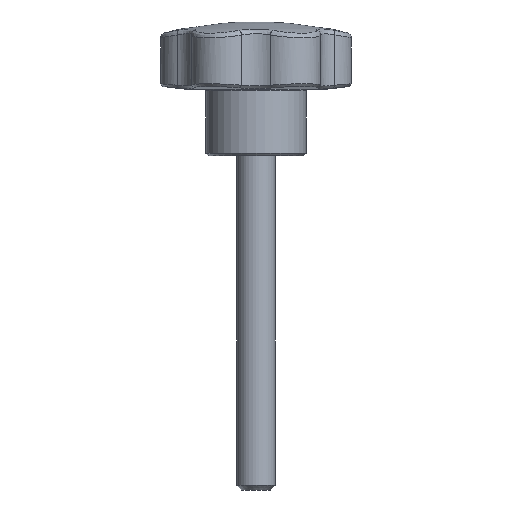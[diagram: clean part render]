
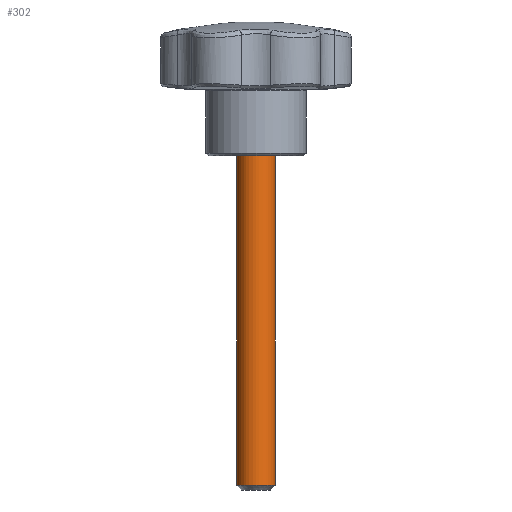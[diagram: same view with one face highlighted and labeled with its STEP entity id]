
A CAD part, front view. The second image highlights one B-rep face of the part: STEP entity #302.
In plain terms, the highlighted cylindrical face has radius 4 mm (diameter 8 mm), a full revolution.
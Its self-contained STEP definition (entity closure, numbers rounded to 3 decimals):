
#302 = ADVANCED_FACE( '', ( #624, #625 ), #626, .T. );
#624 = FACE_OUTER_BOUND( '', #2969, .T. );
#625 = FACE_OUTER_BOUND( '', #2970, .T. );
#626 = CYLINDRICAL_SURFACE( '', #2971, 4. );
#2969 = EDGE_LOOP( '', ( #4285 ) );
#2970 = EDGE_LOOP( '', ( #4286 ) );
#2971 = AXIS2_PLACEMENT_3D( '', #4287, #4288, #4289 );
#4285 = ORIENTED_EDGE( '', *, *, #4664, .T. );
#4286 = ORIENTED_EDGE( '', *, *, #4656, .F. );
#4287 = CARTESIAN_POINT( '', ( 0., 0., 9.637 ) );
#4288 = DIRECTION( '', ( 0., 0., 1. ) );
#4289 = DIRECTION( '', ( -1., 0., 0. ) );
#4656 = EDGE_CURVE( '', #5111, #5111, #5112, .T. );
#4664 = EDGE_CURVE( '', #5122, #5122, #5123, .T. );
#5111 = VERTEX_POINT( '', #7107 );
#5112 = CIRCLE( '', #7108, 4. );
#5122 = VERTEX_POINT( '', #7165 );
#5123 = CIRCLE( '', #7166, 4. );
#7107 = CARTESIAN_POINT( '', ( 4., 0., -0.363 ) );
#7108 = AXIS2_PLACEMENT_3D( '', #8213, #8214, #8215 );
#7165 = CARTESIAN_POINT( '', ( 4., 0., -69.363 ) );
#7166 = AXIS2_PLACEMENT_3D( '', #8217, #8218, #8219 );
#8213 = CARTESIAN_POINT( '', ( 0., 0., -0.363 ) );
#8214 = DIRECTION( '', ( 0., 0., 1. ) );
#8215 = DIRECTION( '', ( 1., 0., 0. ) );
#8217 = CARTESIAN_POINT( '', ( 0., 0., -69.363 ) );
#8218 = DIRECTION( '', ( 0., 0., 1. ) );
#8219 = DIRECTION( '', ( 1., 0., 0. ) );
